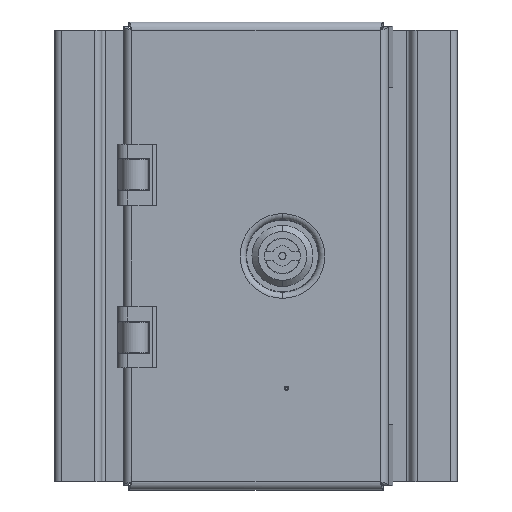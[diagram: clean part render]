
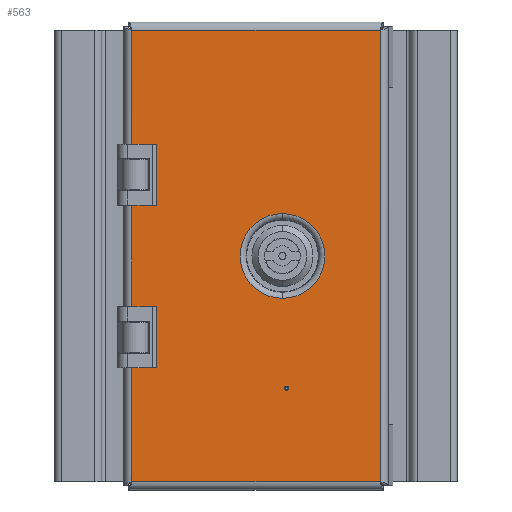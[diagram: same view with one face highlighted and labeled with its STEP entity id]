
A CAD part, top view. The second image highlights one B-rep face of the part: STEP entity #563.
In plain terms, the highlighted planar face has unit normal (0, 0, 1).
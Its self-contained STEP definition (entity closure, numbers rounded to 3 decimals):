
#188 = DIRECTION ( 'NONE',  ( 0., -1., 0. ) ) ;
#244 = DIRECTION ( 'NONE',  ( 0., 0., 1. ) ) ;
#464 = EDGE_CURVE ( 'NONE', #14647, #1444, #739, .T. ) ;
#563 = ADVANCED_FACE ( 'NONE', ( #13723, #8564, #4450 ), #2894, .F. ) ;
#739 = LINE ( 'NONE', #12781, #13550 ) ;
#954 = VERTEX_POINT ( 'NONE', #15112 ) ;
#1086 = LINE ( 'NONE', #6447, #3607 ) ;
#1444 = VERTEX_POINT ( 'NONE', #14264 ) ;
#1461 = EDGE_CURVE ( 'NONE', #3644, #1625, #10533, .T. ) ;
#1625 = VERTEX_POINT ( 'NONE', #8747 ) ;
#1664 = CIRCLE ( 'NONE', #5735, 20.821 ) ;
#1710 = ORIENTED_EDGE ( 'NONE', *, *, #2254, .T. ) ;
#1711 = DIRECTION ( 'NONE',  ( 0., 0., -1. ) ) ;
#1839 = CARTESIAN_POINT ( 'NONE',  ( -51., 51.25, 2. ) ) ;
#1920 = EDGE_LOOP ( 'NONE', ( #6466, #4832 ) ) ;
#2254 = EDGE_CURVE ( 'NONE', #1444, #5675, #1086, .T. ) ;
#2404 = EDGE_CURVE ( 'NONE', #5854, #15740, #1664, .T. ) ;
#2737 = EDGE_CURVE ( 'NONE', #8174, #9159, #6363, .T. ) ;
#2878 = DIRECTION ( 'NONE',  ( -1., 0., 0. ) ) ;
#2894 = PLANE ( 'NONE',  #6245 ) ;
#2964 = DIRECTION ( 'NONE',  ( 0., -1., 0. ) ) ;
#3090 = CARTESIAN_POINT ( 'NONE',  ( 15., -65., 2. ) ) ;
#3404 = CARTESIAN_POINT ( 'NONE',  ( 62.646, 111., 2. ) ) ;
#3581 = VERTEX_POINT ( 'NONE', #15778 ) ;
#3607 = VECTOR ( 'NONE', #15305, 1000. ) ;
#3644 = VERTEX_POINT ( 'NONE', #8365 ) ;
#4050 = CIRCLE ( 'NONE', #11304, 20.821 ) ;
#4111 = DIRECTION ( 'NONE',  ( 0., 0., 1. ) ) ;
#4383 = ORIENTED_EDGE ( 'NONE', *, *, #2737, .T. ) ;
#4404 = EDGE_CURVE ( 'NONE', #5675, #7689, #5718, .T. ) ;
#4414 = CARTESIAN_POINT ( 'NONE',  ( 61., -111., 2. ) ) ;
#4426 = VECTOR ( 'NONE', #5977, 1000. ) ;
#4442 = LINE ( 'NONE', #11169, #16150 ) ;
#4450 = FACE_BOUND ( 'NONE', #1920, .T. ) ;
#4475 = AXIS2_PLACEMENT_3D ( 'NONE', #3090, #13182, #11887 ) ;
#4832 = ORIENTED_EDGE ( 'NONE', *, *, #1461, .F. ) ;
#4988 = ORIENTED_EDGE ( 'NONE', *, *, #4404, .T. ) ;
#5058 = CARTESIAN_POINT ( 'NONE',  ( -51., 51.25, 2. ) ) ;
#5127 = VECTOR ( 'NONE', #11654, 1000. ) ;
#5172 = VECTOR ( 'NONE', #7376, 1000. ) ;
#5268 = DIRECTION ( 'NONE',  ( 0., -1., 0. ) ) ;
#5323 = DIRECTION ( 'NONE',  ( -1., 0., 0. ) ) ;
#5337 = ORIENTED_EDGE ( 'NONE', *, *, #6381, .T. ) ;
#5595 = LINE ( 'NONE', #12302, #4426 ) ;
#5612 = LINE ( 'NONE', #15295, #7771 ) ;
#5615 = ORIENTED_EDGE ( 'NONE', *, *, #2404, .F. ) ;
#5618 = ORIENTED_EDGE ( 'NONE', *, *, #14895, .T. ) ;
#5675 = VERTEX_POINT ( 'NONE', #10866 ) ;
#5718 = LINE ( 'NONE', #10387, #5127 ) ;
#5735 = AXIS2_PLACEMENT_3D ( 'NONE', #12895, #13001, #2964 ) ;
#5827 = AXIS2_PLACEMENT_3D ( 'NONE', #10438, #4111, #2878 ) ;
#5854 = VERTEX_POINT ( 'NONE', #15498 ) ;
#5977 = DIRECTION ( 'NONE',  ( 0., 1., 0. ) ) ;
#5981 = VERTEX_POINT ( 'NONE', #9392 ) ;
#6120 = EDGE_CURVE ( 'NONE', #5981, #16008, #9003, .T. ) ;
#6245 = AXIS2_PLACEMENT_3D ( 'NONE', #15527, #1711, #13056 ) ;
#6363 = LINE ( 'NONE', #3404, #5172 ) ;
#6381 = EDGE_CURVE ( 'NONE', #7689, #954, #10420, .T. ) ;
#6388 = CARTESIAN_POINT ( 'NONE',  ( -61., 51.25, 2. ) ) ;
#6447 = CARTESIAN_POINT ( 'NONE',  ( -51., -28.75, 2. ) ) ;
#6466 = ORIENTED_EDGE ( 'NONE', *, *, #11404, .F. ) ;
#6630 = VERTEX_POINT ( 'NONE', #4414 ) ;
#6912 = DIRECTION ( 'NONE',  ( 0., 1., 0. ) ) ;
#7076 = VECTOR ( 'NONE', #9425, 1000. ) ;
#7295 = ORIENTED_EDGE ( 'NONE', *, *, #16086, .F. ) ;
#7306 = CARTESIAN_POINT ( 'NONE',  ( -51., -51.25, 2. ) ) ;
#7376 = DIRECTION ( 'NONE',  ( -1., 0., 0. ) ) ;
#7689 = VERTEX_POINT ( 'NONE', #7306 ) ;
#7771 = VECTOR ( 'NONE', #5323, 1000. ) ;
#7854 = DIRECTION ( 'NONE',  ( 0., -1., 0. ) ) ;
#8174 = VERTEX_POINT ( 'NONE', #14590 ) ;
#8230 = EDGE_LOOP ( 'NONE', ( #5615, #7295 ) ) ;
#8365 = CARTESIAN_POINT ( 'NONE',  ( 15., -63.942, 2. ) ) ;
#8564 = FACE_OUTER_BOUND ( 'NONE', #15193, .T. ) ;
#8747 = CARTESIAN_POINT ( 'NONE',  ( 15., -66.058, 2. ) ) ;
#8829 = EDGE_CURVE ( 'NONE', #3581, #6630, #10236, .T. ) ;
#8845 = CARTESIAN_POINT ( 'NONE',  ( -51., 28.75, 2. ) ) ;
#8922 = ORIENTED_EDGE ( 'NONE', *, *, #13433, .T. ) ;
#9003 = LINE ( 'NONE', #1839, #14567 ) ;
#9159 = VERTEX_POINT ( 'NONE', #9282 ) ;
#9282 = CARTESIAN_POINT ( 'NONE',  ( -61., 111., 2. ) ) ;
#9392 = CARTESIAN_POINT ( 'NONE',  ( -51., 28.75, 2. ) ) ;
#9425 = DIRECTION ( 'NONE',  ( -1., 0., 0. ) ) ;
#9667 = EDGE_CURVE ( 'NONE', #14647, #5981, #10203, .T. ) ;
#9716 = ORIENTED_EDGE ( 'NONE', *, *, #9667, .F. ) ;
#10007 = VECTOR ( 'NONE', #13994, 1000. ) ;
#10203 = LINE ( 'NONE', #8845, #10007 ) ;
#10236 = LINE ( 'NONE', #15050, #16013 ) ;
#10387 = CARTESIAN_POINT ( 'NONE',  ( -51., -51.25, 2. ) ) ;
#10420 = LINE ( 'NONE', #14654, #7076 ) ;
#10438 = CARTESIAN_POINT ( 'NONE',  ( 15., -65., 2. ) ) ;
#10533 = CIRCLE ( 'NONE', #5827, 1.058 ) ;
#10586 = ORIENTED_EDGE ( 'NONE', *, *, #14915, .F. ) ;
#10635 = ORIENTED_EDGE ( 'NONE', *, *, #464, .T. ) ;
#10866 = CARTESIAN_POINT ( 'NONE',  ( -51., -28.75, 2. ) ) ;
#10948 = VECTOR ( 'NONE', #11063, 1000. ) ;
#11063 = DIRECTION ( 'NONE',  ( 0., -1., 0. ) ) ;
#11137 = VERTEX_POINT ( 'NONE', #6388 ) ;
#11169 = CARTESIAN_POINT ( 'NONE',  ( -61., 112.646, 2. ) ) ;
#11226 = CARTESIAN_POINT ( 'NONE',  ( 13., 20.821, 2. ) ) ;
#11304 = AXIS2_PLACEMENT_3D ( 'NONE', #12779, #244, #7854 ) ;
#11404 = EDGE_CURVE ( 'NONE', #1625, #3644, #15578, .T. ) ;
#11654 = DIRECTION ( 'NONE',  ( 0., -1., 0. ) ) ;
#11887 = DIRECTION ( 'NONE',  ( -1., 0., 0. ) ) ;
#12292 = ORIENTED_EDGE ( 'NONE', *, *, #6120, .F. ) ;
#12302 = CARTESIAN_POINT ( 'NONE',  ( 61., -112.646, 2. ) ) ;
#12779 = CARTESIAN_POINT ( 'NONE',  ( 13., 0., 2. ) ) ;
#12781 = CARTESIAN_POINT ( 'NONE',  ( -61., 112.646, 2. ) ) ;
#12895 = CARTESIAN_POINT ( 'NONE',  ( 13., 0., 2. ) ) ;
#13001 = DIRECTION ( 'NONE',  ( 0., 0., 1. ) ) ;
#13056 = DIRECTION ( 'NONE',  ( -1., 0., 0. ) ) ;
#13182 = DIRECTION ( 'NONE',  ( 0., 0., 1. ) ) ;
#13357 = ORIENTED_EDGE ( 'NONE', *, *, #14693, .T. ) ;
#13433 = EDGE_CURVE ( 'NONE', #6630, #8174, #5595, .T. ) ;
#13550 = VECTOR ( 'NONE', #188, 1000. ) ;
#13723 = FACE_BOUND ( 'NONE', #8230, .T. ) ;
#13810 = DIRECTION ( 'NONE',  ( 1., 0., 0. ) ) ;
#13994 = DIRECTION ( 'NONE',  ( 1., 0., 0. ) ) ;
#14113 = LINE ( 'NONE', #14730, #10948 ) ;
#14264 = CARTESIAN_POINT ( 'NONE',  ( -61., -28.75, 2. ) ) ;
#14567 = VECTOR ( 'NONE', #6912, 1000. ) ;
#14590 = CARTESIAN_POINT ( 'NONE',  ( 61., 111., 2. ) ) ;
#14647 = VERTEX_POINT ( 'NONE', #16141 ) ;
#14654 = CARTESIAN_POINT ( 'NONE',  ( -65., -51.25, 2. ) ) ;
#14693 = EDGE_CURVE ( 'NONE', #954, #3581, #14113, .T. ) ;
#14730 = CARTESIAN_POINT ( 'NONE',  ( -61., 112.646, 2. ) ) ;
#14895 = EDGE_CURVE ( 'NONE', #9159, #11137, #4442, .T. ) ;
#14915 = EDGE_CURVE ( 'NONE', #16008, #11137, #5612, .T. ) ;
#15050 = CARTESIAN_POINT ( 'NONE',  ( -62.646, -111., 2. ) ) ;
#15112 = CARTESIAN_POINT ( 'NONE',  ( -61., -51.25, 2. ) ) ;
#15193 = EDGE_LOOP ( 'NONE', ( #5337, #13357, #15953, #8922, #4383, #5618, #10586, #12292, #9716, #10635, #1710, #4988 ) ) ;
#15295 = CARTESIAN_POINT ( 'NONE',  ( -65., 51.25, 2. ) ) ;
#15305 = DIRECTION ( 'NONE',  ( 1., 0., 0. ) ) ;
#15498 = CARTESIAN_POINT ( 'NONE',  ( 13., -20.821, 2. ) ) ;
#15527 = CARTESIAN_POINT ( 'NONE',  ( 65., 115., 2. ) ) ;
#15578 = CIRCLE ( 'NONE', #4475, 1.058 ) ;
#15740 = VERTEX_POINT ( 'NONE', #11226 ) ;
#15778 = CARTESIAN_POINT ( 'NONE',  ( -61., -111., 2. ) ) ;
#15953 = ORIENTED_EDGE ( 'NONE', *, *, #8829, .T. ) ;
#16008 = VERTEX_POINT ( 'NONE', #5058 ) ;
#16013 = VECTOR ( 'NONE', #13810, 1000. ) ;
#16086 = EDGE_CURVE ( 'NONE', #15740, #5854, #4050, .T. ) ;
#16141 = CARTESIAN_POINT ( 'NONE',  ( -61., 28.75, 2. ) ) ;
#16150 = VECTOR ( 'NONE', #5268, 1000. ) ;
